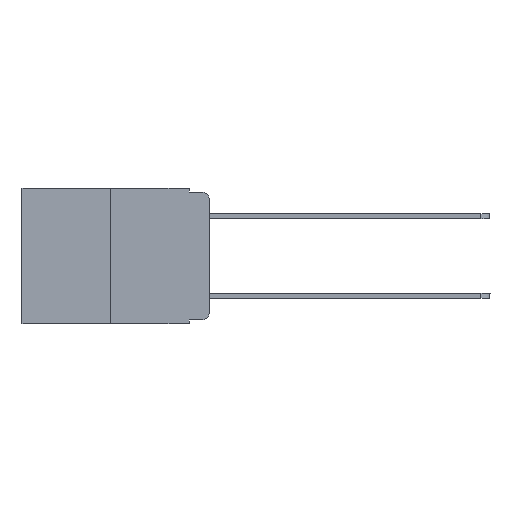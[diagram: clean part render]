
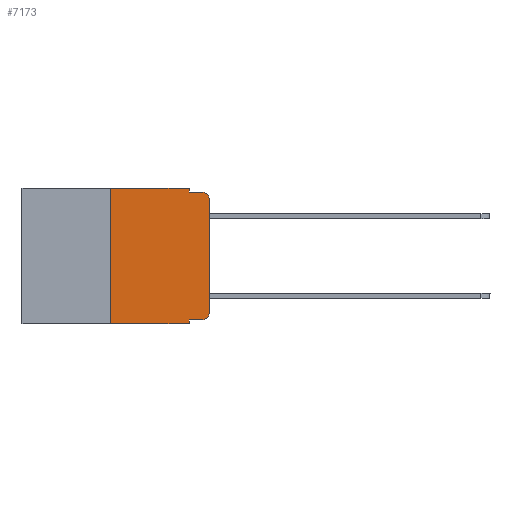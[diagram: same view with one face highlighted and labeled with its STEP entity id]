
A CAD part, left-side view. The second image highlights one B-rep face of the part: STEP entity #7173.
In plain terms, the highlighted planar face has unit normal (-1, 0, 0).
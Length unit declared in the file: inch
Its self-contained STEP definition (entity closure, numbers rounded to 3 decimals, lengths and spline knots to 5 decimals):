
#83 = EDGE_CURVE ( 'NONE', #12186, #13049, #5195, .T. ) ;
#305 = AXIS2_PLACEMENT_3D ( 'NONE', #1398, #2604, #1276 ) ;
#332 = LINE ( 'NONE', #7214, #2834 ) ;
#419 = VERTEX_POINT ( 'NONE', #1807 ) ;
#604 = EDGE_CURVE ( 'NONE', #12960, #6526, #1371, .T. ) ;
#871 = ORIENTED_EDGE ( 'NONE', *, *, #604, .F. ) ;
#1184 = ORIENTED_EDGE ( 'NONE', *, *, #6092, .F. ) ;
#1276 = DIRECTION ( 'NONE',  ( 0., 0., -1. ) ) ;
#1371 = LINE ( 'NONE', #12002, #8733 ) ;
#1398 = CARTESIAN_POINT ( 'NONE',  ( 0., 0.02, -0.03 ) ) ;
#1606 = CARTESIAN_POINT ( 'NONE',  ( 0., 0.25, 0. ) ) ;
#1681 = LINE ( 'NONE', #5425, #3132 ) ;
#1770 = ORIENTED_EDGE ( 'NONE', *, *, #5646, .F. ) ;
#1807 = CARTESIAN_POINT ( 'NONE',  ( 0., 0.25, -0.343 ) ) ;
#1975 = CARTESIAN_POINT ( 'NONE',  ( 0., 0.051, 0. ) ) ;
#2291 = ORIENTED_EDGE ( 'NONE', *, *, #10187, .F. ) ;
#2475 = ORIENTED_EDGE ( 'NONE', *, *, #83, .T. ) ;
#2604 = DIRECTION ( 'NONE',  ( -1., 0., 0. ) ) ;
#2803 = CARTESIAN_POINT ( 'NONE',  ( 0., 0.25, 0. ) ) ;
#2834 = VECTOR ( 'NONE', #8438, 39.37008 ) ;
#2947 = PLANE ( 'NONE',  #10654 ) ;
#3132 = VECTOR ( 'NONE', #5546, 39.37008 ) ;
#3277 = CARTESIAN_POINT ( 'NONE',  ( 0., 0.051, 0. ) ) ;
#3320 = CARTESIAN_POINT ( 'NONE',  ( 0., 0.02, -0.01 ) ) ;
#3374 = VECTOR ( 'NONE', #3764, 39.37008 ) ;
#3391 = CARTESIAN_POINT ( 'NONE',  ( 0., 0.051, -0.333 ) ) ;
#3764 = DIRECTION ( 'NONE',  ( 0., 0., -1. ) ) ;
#3803 = LINE ( 'NONE', #15858, #7473 ) ;
#4063 = LINE ( 'NONE', #9253, #4245 ) ;
#4245 = VECTOR ( 'NONE', #10974, 39.37008 ) ;
#4302 = DIRECTION ( 'NONE',  ( 1., 0., 0. ) ) ;
#4402 = VECTOR ( 'NONE', #16926, 39.37008 ) ;
#5041 = VERTEX_POINT ( 'NONE', #3391 ) ;
#5132 = DIRECTION ( 'NONE',  ( -1., 0., 0. ) ) ;
#5195 = CIRCLE ( 'NONE', #305, 0.02 ) ;
#5290 = DIRECTION ( 'NONE',  ( 0., -1., 0. ) ) ;
#5308 = CARTESIAN_POINT ( 'NONE',  ( 0., 0.051, -0.01 ) ) ;
#5332 = EDGE_LOOP ( 'NONE', ( #9884, #2475, #1184, #13995, #871, #2291, #7537, #1770, #16329, #7360 ) ) ;
#5358 = VERTEX_POINT ( 'NONE', #8256 ) ;
#5425 = CARTESIAN_POINT ( 'NONE',  ( 0., 0.473, -0.343 ) ) ;
#5546 = DIRECTION ( 'NONE',  ( 0., -1., 0. ) ) ;
#5646 = EDGE_CURVE ( 'NONE', #5041, #5358, #6656, .T. ) ;
#5848 = EDGE_CURVE ( 'NONE', #6526, #14956, #3803, .T. ) ;
#6092 = EDGE_CURVE ( 'NONE', #14956, #13049, #16757, .T. ) ;
#6526 = VERTEX_POINT ( 'NONE', #3277 ) ;
#6551 = EDGE_CURVE ( 'NONE', #14330, #12186, #332, .T. ) ;
#6656 = LINE ( 'NONE', #1975, #3374 ) ;
#7052 = EDGE_CURVE ( 'NONE', #5041, #12035, #4063, .T. ) ;
#7173 = ADVANCED_FACE ( 'NONE', ( #10604 ), #2947, .F. ) ;
#7214 = CARTESIAN_POINT ( 'NONE',  ( 0., 0., 0. ) ) ;
#7360 = ORIENTED_EDGE ( 'NONE', *, *, #14124, .T. ) ;
#7473 = VECTOR ( 'NONE', #9049, 39.37008 ) ;
#7517 = CARTESIAN_POINT ( 'NONE',  ( 0., 0.02, -0.313 ) ) ;
#7537 = ORIENTED_EDGE ( 'NONE', *, *, #9056, .T. ) ;
#7921 = CARTESIAN_POINT ( 'NONE',  ( 0., 0., -0.03 ) ) ;
#8256 = CARTESIAN_POINT ( 'NONE',  ( 0., 0.051, -0.343 ) ) ;
#8307 = CARTESIAN_POINT ( 'NONE',  ( 0., 0.473, 0. ) ) ;
#8438 = DIRECTION ( 'NONE',  ( 0., 0., 1. ) ) ;
#8733 = VECTOR ( 'NONE', #5290, 39.37008 ) ;
#9049 = DIRECTION ( 'NONE',  ( 0., 0., -1. ) ) ;
#9056 = EDGE_CURVE ( 'NONE', #419, #5358, #1681, .T. ) ;
#9253 = CARTESIAN_POINT ( 'NONE',  ( 0., 0.051, -0.333 ) ) ;
#9884 = ORIENTED_EDGE ( 'NONE', *, *, #6551, .T. ) ;
#10187 = EDGE_CURVE ( 'NONE', #419, #12960, #12552, .T. ) ;
#10235 = DIRECTION ( 'NONE',  ( 0., 0., -1. ) ) ;
#10604 = FACE_OUTER_BOUND ( 'NONE', #5332, .T. ) ;
#10654 = AXIS2_PLACEMENT_3D ( 'NONE', #8307, #4302, #13474 ) ;
#10895 = CARTESIAN_POINT ( 'NONE',  ( 0., 0., -0.313 ) ) ;
#10926 = CARTESIAN_POINT ( 'NONE',  ( 0., 0.051, -0.01 ) ) ;
#10974 = DIRECTION ( 'NONE',  ( 0., -1., 0. ) ) ;
#11056 = CIRCLE ( 'NONE', #14045, 0.02 ) ;
#11385 = CARTESIAN_POINT ( 'NONE',  ( 0., 0.02, -0.333 ) ) ;
#12002 = CARTESIAN_POINT ( 'NONE',  ( 0., 0.473, 0. ) ) ;
#12035 = VERTEX_POINT ( 'NONE', #11385 ) ;
#12186 = VERTEX_POINT ( 'NONE', #7921 ) ;
#12552 = LINE ( 'NONE', #2803, #13997 ) ;
#12960 = VERTEX_POINT ( 'NONE', #1606 ) ;
#13049 = VERTEX_POINT ( 'NONE', #3320 ) ;
#13474 = DIRECTION ( 'NONE',  ( 0., 0., -1. ) ) ;
#13995 = ORIENTED_EDGE ( 'NONE', *, *, #5848, .F. ) ;
#13997 = VECTOR ( 'NONE', #15907, 39.37008 ) ;
#14045 = AXIS2_PLACEMENT_3D ( 'NONE', #7517, #5132, #10235 ) ;
#14124 = EDGE_CURVE ( 'NONE', #12035, #14330, #11056, .T. ) ;
#14330 = VERTEX_POINT ( 'NONE', #10895 ) ;
#14956 = VERTEX_POINT ( 'NONE', #10926 ) ;
#15858 = CARTESIAN_POINT ( 'NONE',  ( 0., 0.051, 0. ) ) ;
#15907 = DIRECTION ( 'NONE',  ( 0., 0., 1. ) ) ;
#16329 = ORIENTED_EDGE ( 'NONE', *, *, #7052, .T. ) ;
#16757 = LINE ( 'NONE', #5308, #4402 ) ;
#16926 = DIRECTION ( 'NONE',  ( 0., -1., 0. ) ) ;
